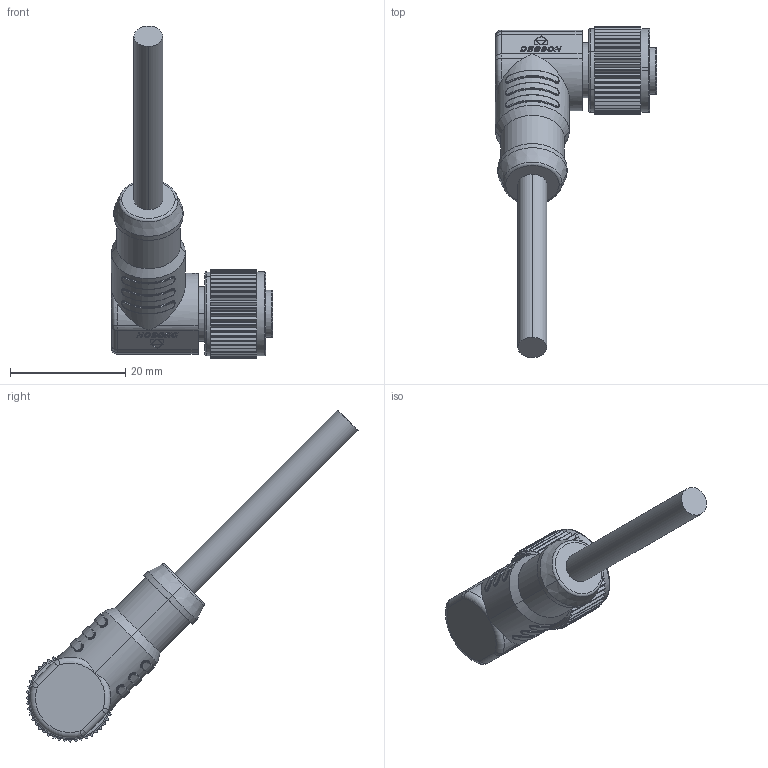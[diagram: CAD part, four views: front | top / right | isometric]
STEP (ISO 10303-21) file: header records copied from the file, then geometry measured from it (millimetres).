
FILE_DESCRIPTION((''),'2;1');
FILE_NAME('PM-M12A-04P-FF-SR8A01_SW0001','2020-03-25T',('Administrator'),(''),'CREO PARAMETRIC BY PTC INC, 2014350','CREO PARAMETRIC BY PTC INC, 2014350','');
FILE_SCHEMA(('CONFIG_CONTROL_DESIGN'));
Length unit declared in the file: millimetre
Products named in the file (1): PM-M12A-04P-FF-SR8A01_SW0001
Bounding box: 27.9 x 57.5 x 57.5 mm (x, y, z)
Volume: 7111.9 mm3; surface area: 3800 mm2
Topology: 1 solids, 5 shells, 1005 faces, 2689 edges, 1769 vertices
Faces by surface type: plane 814, cylinder 102, torus 43, bspline 33, cone 13
Entity records: 52540 total; most frequent: CARTESIAN_POINT 27282, ORIENTED_EDGE 5378, DIRECTION 4960, EDGE_CURVE 2689, VECTOR 2192, LINE 2192, VERTEX_POINT 1769, AXIS2_PLACEMENT_3D 1384
